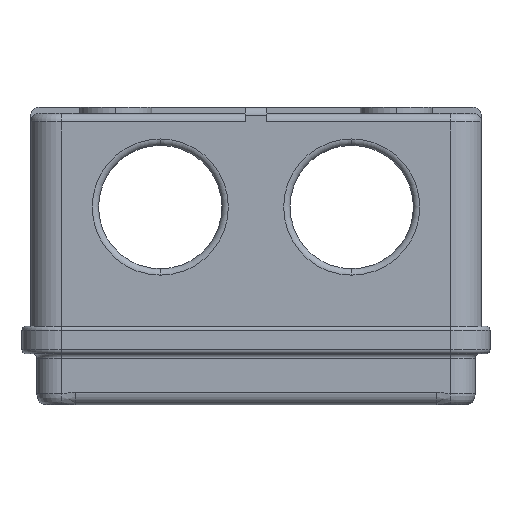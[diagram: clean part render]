
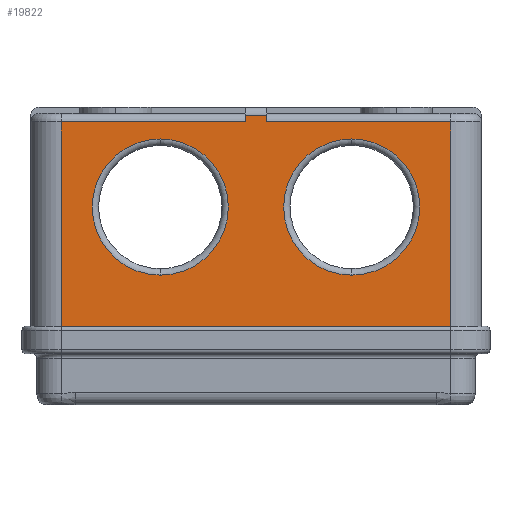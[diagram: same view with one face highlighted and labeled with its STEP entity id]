
A CAD part, left-side view. The second image highlights one B-rep face of the part: STEP entity #19822.
In plain terms, the highlighted planar face has unit normal (-1, 0, 0).
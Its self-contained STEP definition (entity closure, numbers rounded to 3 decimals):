
#303 = ORIENTED_EDGE ( 'NONE', *, *, #12240, .F. ) ;
#424 = VECTOR ( 'NONE', #13089, 1000. ) ;
#659 = VERTEX_POINT ( 'NONE', #2945 ) ;
#675 = EDGE_CURVE ( 'NONE', #22495, #23087, #18734, .T. ) ;
#698 = DIRECTION ( 'NONE',  ( 0., 0., 1. ) ) ;
#1004 = CARTESIAN_POINT ( 'NONE',  ( -73., 38.5, 17.5 ) ) ;
#1163 = EDGE_LOOP ( 'NONE', ( #21591, #3259 ) ) ;
#1672 = PLANE ( 'NONE',  #14692 ) ;
#1990 = CARTESIAN_POINT ( 'NONE',  ( -73., 22.5, 46.5 ) ) ;
#2054 = EDGE_LOOP ( 'NONE', ( #19352, #24774 ) ) ;
#2064 = DIRECTION ( 'NONE',  ( 0., 0., -1. ) ) ;
#2371 = DIRECTION ( 'NONE',  ( 0., 0., 1. ) ) ;
#2524 = DIRECTION ( 'NONE',  ( 0., 0., 1. ) ) ;
#2530 = CARTESIAN_POINT ( 'NONE',  ( -73., -38.5, 13.5 ) ) ;
#2945 = CARTESIAN_POINT ( 'NONE',  ( -73., -22.5, 62.5 ) ) ;
#2948 = VECTOR ( 'NONE', #2524, 1000. ) ;
#2972 = AXIS2_PLACEMENT_3D ( 'NONE', #1990, #26117, #13031 ) ;
#3259 = ORIENTED_EDGE ( 'NONE', *, *, #27554, .F. ) ;
#3355 = CARTESIAN_POINT ( 'NONE',  ( -73., 38.5, 13.5 ) ) ;
#3534 = ORIENTED_EDGE ( 'NONE', *, *, #675, .F. ) ;
#4237 = CARTESIAN_POINT ( 'NONE',  ( -73., -2.5, 68. ) ) ;
#4313 = VECTOR ( 'NONE', #16974, 1000. ) ;
#4327 = CARTESIAN_POINT ( 'NONE',  ( -73., 53., 66.5 ) ) ;
#4494 = ORIENTED_EDGE ( 'NONE', *, *, #20759, .F. ) ;
#5120 = DIRECTION ( 'NONE',  ( 0., 0., -1. ) ) ;
#5209 = CARTESIAN_POINT ( 'NONE',  ( -73., 22.5, 46.5 ) ) ;
#5228 = EDGE_CURVE ( 'NONE', #20547, #6388, #15792, .T. ) ;
#5405 = DIRECTION ( 'NONE',  ( -1., 0., 0. ) ) ;
#5662 = FACE_BOUND ( 'NONE', #1163, .T. ) ;
#6121 = AXIS2_PLACEMENT_3D ( 'NONE', #5209, #5405, #24953 ) ;
#6255 = ORIENTED_EDGE ( 'NONE', *, *, #17151, .F. ) ;
#6268 = VECTOR ( 'NONE', #14874, 1000. ) ;
#6388 = VERTEX_POINT ( 'NONE', #22128 ) ;
#6393 = LINE ( 'NONE', #12705, #4313 ) ;
#7017 = CARTESIAN_POINT ( 'NONE',  ( -73., -38.5, 13.5 ) ) ;
#7151 = CARTESIAN_POINT ( 'NONE',  ( -73., 22.5, 30.5 ) ) ;
#7290 = VERTEX_POINT ( 'NONE', #27392 ) ;
#7412 = DIRECTION ( 'NONE',  ( 0., 0., -1. ) ) ;
#7469 = EDGE_CURVE ( 'NONE', #9520, #659, #27309, .T. ) ;
#8858 = VECTOR ( 'NONE', #11018, 1000. ) ;
#9049 = CARTESIAN_POINT ( 'NONE',  ( -73., 2.5, 66.5 ) ) ;
#9298 = VECTOR ( 'NONE', #9639, 1000. ) ;
#9520 = VERTEX_POINT ( 'NONE', #11551 ) ;
#9639 = DIRECTION ( 'NONE',  ( 0., -1., 0. ) ) ;
#9690 = EDGE_CURVE ( 'NONE', #16532, #17967, #21557, .T. ) ;
#9755 = ORIENTED_EDGE ( 'NONE', *, *, #27044, .F. ) ;
#10174 = DIRECTION ( 'NONE',  ( 1., 0., 0. ) ) ;
#10216 = CARTESIAN_POINT ( 'NONE',  ( -73., -45.75, 17.5 ) ) ;
#10244 = CARTESIAN_POINT ( 'NONE',  ( -73., -45.75, 13.5 ) ) ;
#10380 = ORIENTED_EDGE ( 'NONE', *, *, #9690, .F. ) ;
#10763 = VERTEX_POINT ( 'NONE', #7151 ) ;
#10957 = DIRECTION ( 'NONE',  ( -1., 0., 0. ) ) ;
#11018 = DIRECTION ( 'NONE',  ( 0., 0., -1. ) ) ;
#11510 = VECTOR ( 'NONE', #2371, 1000. ) ;
#11551 = CARTESIAN_POINT ( 'NONE',  ( -73., -22.5, 30.5 ) ) ;
#11636 = CARTESIAN_POINT ( 'NONE',  ( -73., -22.5, 46.5 ) ) ;
#11681 = ORIENTED_EDGE ( 'NONE', *, *, #5228, .F. ) ;
#12240 = EDGE_CURVE ( 'NONE', #6388, #15949, #6393, .T. ) ;
#12328 = ORIENTED_EDGE ( 'NONE', *, *, #17480, .F. ) ;
#12705 = CARTESIAN_POINT ( 'NONE',  ( -73., 53., 68. ) ) ;
#13031 = DIRECTION ( 'NONE',  ( 0., 0., -1. ) ) ;
#13089 = DIRECTION ( 'NONE',  ( 0., 1., 0. ) ) ;
#13162 = DIRECTION ( 'NONE',  ( 0., -1., 0. ) ) ;
#13383 = EDGE_CURVE ( 'NONE', #15949, #22815, #25241, .T. ) ;
#13785 = CARTESIAN_POINT ( 'NONE',  ( -73., -2.5, 13.5 ) ) ;
#13877 = VECTOR ( 'NONE', #25097, 1000. ) ;
#14216 = CIRCLE ( 'NONE', #2972, 16. ) ;
#14484 = CIRCLE ( 'NONE', #24624, 16. ) ;
#14511 = DIRECTION ( 'NONE',  ( 0., 0., -1. ) ) ;
#14692 = AXIS2_PLACEMENT_3D ( 'NONE', #16954, #10174, #14511 ) ;
#14874 = DIRECTION ( 'NONE',  ( 0., -1., 0. ) ) ;
#15222 = FACE_OUTER_BOUND ( 'NONE', #28164, .T. ) ;
#15339 = VECTOR ( 'NONE', #27290, 1000. ) ;
#15418 = LINE ( 'NONE', #2530, #8858 ) ;
#15485 = CARTESIAN_POINT ( 'NONE',  ( -73., 38.5, 13.5 ) ) ;
#15524 = LINE ( 'NONE', #20790, #9298 ) ;
#15669 = CARTESIAN_POINT ( 'NONE',  ( -73., -2.5, 66.5 ) ) ;
#15762 = VECTOR ( 'NONE', #7412, 1000. ) ;
#15792 = LINE ( 'NONE', #26825, #20513 ) ;
#15949 = VERTEX_POINT ( 'NONE', #4237 ) ;
#16370 = CARTESIAN_POINT ( 'NONE',  ( -73., 53., 17.5 ) ) ;
#16532 = VERTEX_POINT ( 'NONE', #7017 ) ;
#16693 = CARTESIAN_POINT ( 'NONE',  ( -73., -38.5, 17.5 ) ) ;
#16798 = EDGE_CURVE ( 'NONE', #17967, #21965, #17298, .T. ) ;
#16954 = CARTESIAN_POINT ( 'NONE',  ( -73., 53., 13.5 ) ) ;
#16974 = DIRECTION ( 'NONE',  ( 0., -1., 0. ) ) ;
#17138 = CARTESIAN_POINT ( 'NONE',  ( -73., 53., 66.5 ) ) ;
#17151 = EDGE_CURVE ( 'NONE', #19690, #23618, #22032, .T. ) ;
#17298 = LINE ( 'NONE', #15485, #11510 ) ;
#17480 = EDGE_CURVE ( 'NONE', #7290, #22495, #19608, .T. ) ;
#17967 = VERTEX_POINT ( 'NONE', #3355 ) ;
#18016 = CARTESIAN_POINT ( 'NONE',  ( -73., 45.75, 17.5 ) ) ;
#18199 = DIRECTION ( 'NONE',  ( -1., 0., 0. ) ) ;
#18610 = EDGE_CURVE ( 'NONE', #19690, #21965, #15524, .T. ) ;
#18734 = LINE ( 'NONE', #16370, #15339 ) ;
#19341 = CARTESIAN_POINT ( 'NONE',  ( -73., 45.75, 66.5 ) ) ;
#19352 = ORIENTED_EDGE ( 'NONE', *, *, #20431, .F. ) ;
#19426 = CARTESIAN_POINT ( 'NONE',  ( -73., -22.5, 46.5 ) ) ;
#19608 = LINE ( 'NONE', #10244, #13877 ) ;
#19690 = VERTEX_POINT ( 'NONE', #18016 ) ;
#19822 = ADVANCED_FACE ( 'NONE', ( #5662, #26808, #15222 ), #1672, .F. ) ;
#20162 = CARTESIAN_POINT ( 'NONE',  ( -73., 22.5, 62.5 ) ) ;
#20431 = EDGE_CURVE ( 'NONE', #10763, #27913, #14216, .T. ) ;
#20461 = ORIENTED_EDGE ( 'NONE', *, *, #13383, .F. ) ;
#20513 = VECTOR ( 'NONE', #698, 1000. ) ;
#20547 = VERTEX_POINT ( 'NONE', #9049 ) ;
#20759 = EDGE_CURVE ( 'NONE', #22815, #7290, #21574, .T. ) ;
#20790 = CARTESIAN_POINT ( 'NONE',  ( -73., 45.75, 17.5 ) ) ;
#21085 = AXIS2_PLACEMENT_3D ( 'NONE', #19426, #10957, #2064 ) ;
#21502 = VECTOR ( 'NONE', #13162, 1000. ) ;
#21557 = LINE ( 'NONE', #26369, #424 ) ;
#21574 = LINE ( 'NONE', #17138, #6268 ) ;
#21591 = ORIENTED_EDGE ( 'NONE', *, *, #7469, .F. ) ;
#21640 = EDGE_CURVE ( 'NONE', #27913, #10763, #23795, .T. ) ;
#21965 = VERTEX_POINT ( 'NONE', #1004 ) ;
#22032 = LINE ( 'NONE', #24440, #2948 ) ;
#22128 = CARTESIAN_POINT ( 'NONE',  ( -73., 2.5, 68. ) ) ;
#22495 = VERTEX_POINT ( 'NONE', #10216 ) ;
#22718 = ORIENTED_EDGE ( 'NONE', *, *, #26931, .F. ) ;
#22772 = ORIENTED_EDGE ( 'NONE', *, *, #18610, .T. ) ;
#22815 = VERTEX_POINT ( 'NONE', #15669 ) ;
#23087 = VERTEX_POINT ( 'NONE', #16693 ) ;
#23618 = VERTEX_POINT ( 'NONE', #19341 ) ;
#23795 = CIRCLE ( 'NONE', #6121, 16. ) ;
#24440 = CARTESIAN_POINT ( 'NONE',  ( -73., 45.75, 13.5 ) ) ;
#24624 = AXIS2_PLACEMENT_3D ( 'NONE', #11636, #18199, #5120 ) ;
#24774 = ORIENTED_EDGE ( 'NONE', *, *, #21640, .F. ) ;
#24953 = DIRECTION ( 'NONE',  ( 0., 0., -1. ) ) ;
#25097 = DIRECTION ( 'NONE',  ( 0., 0., -1. ) ) ;
#25241 = LINE ( 'NONE', #13785, #15762 ) ;
#26117 = DIRECTION ( 'NONE',  ( -1., 0., 0. ) ) ;
#26135 = ORIENTED_EDGE ( 'NONE', *, *, #16798, .F. ) ;
#26369 = CARTESIAN_POINT ( 'NONE',  ( -73., 53., 13.5 ) ) ;
#26808 = FACE_BOUND ( 'NONE', #2054, .T. ) ;
#26825 = CARTESIAN_POINT ( 'NONE',  ( -73., 2.5, 13.5 ) ) ;
#26931 = EDGE_CURVE ( 'NONE', #23618, #20547, #27350, .T. ) ;
#27044 = EDGE_CURVE ( 'NONE', #23087, #16532, #15418, .T. ) ;
#27290 = DIRECTION ( 'NONE',  ( 0., 1., 0. ) ) ;
#27309 = CIRCLE ( 'NONE', #21085, 16. ) ;
#27350 = LINE ( 'NONE', #4327, #21502 ) ;
#27392 = CARTESIAN_POINT ( 'NONE',  ( -73., -45.75, 66.5 ) ) ;
#27554 = EDGE_CURVE ( 'NONE', #659, #9520, #14484, .T. ) ;
#27913 = VERTEX_POINT ( 'NONE', #20162 ) ;
#28164 = EDGE_LOOP ( 'NONE', ( #11681, #22718, #6255, #22772, #26135, #10380, #9755, #3534, #12328, #4494, #20461, #303 ) ) ;
